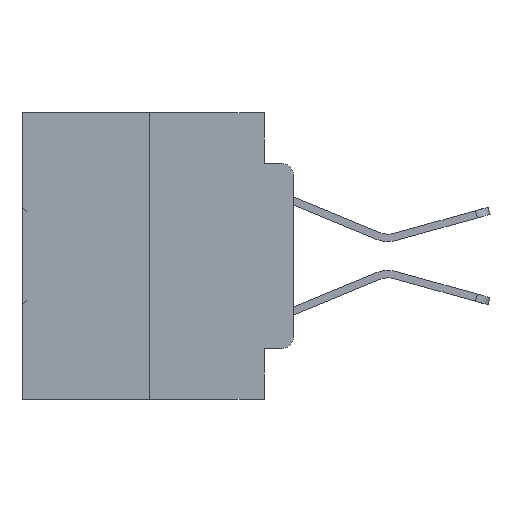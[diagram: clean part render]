
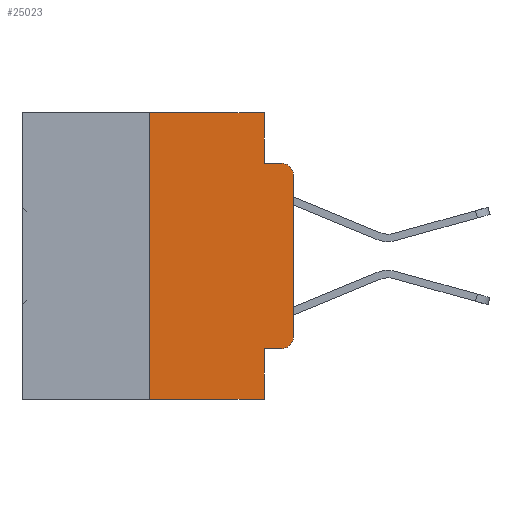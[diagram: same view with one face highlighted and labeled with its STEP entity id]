
A CAD part, left-side view. The second image highlights one B-rep face of the part: STEP entity #25023.
In plain terms, the highlighted planar face has unit normal (-1, 0, 0).
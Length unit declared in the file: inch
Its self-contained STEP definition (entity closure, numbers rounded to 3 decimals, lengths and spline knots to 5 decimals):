
#227 = EDGE_CURVE ( 'NONE', #14281, #24807, #734, .T. ) ;
#657 = LINE ( 'NONE', #15036, #20000 ) ;
#734 = LINE ( 'NONE', #3778, #21779 ) ;
#1641 = DIRECTION ( 'NONE',  ( 0., 0., 1. ) ) ;
#1754 = CARTESIAN_POINT ( 'NONE',  ( 0., 0.25, 0. ) ) ;
#2348 = DIRECTION ( 'NONE',  ( 0., -1., 0. ) ) ;
#2770 = CARTESIAN_POINT ( 'NONE',  ( 0., 0.25, -0.5 ) ) ;
#3155 = CARTESIAN_POINT ( 'NONE',  ( 0., 0.02, -0.1085 ) ) ;
#3362 = CIRCLE ( 'NONE', #27042, 0.02 ) ;
#3690 = VERTEX_POINT ( 'NONE', #25367 ) ;
#3778 = CARTESIAN_POINT ( 'NONE',  ( 0., 0.051, -0.4115 ) ) ;
#4914 = VERTEX_POINT ( 'NONE', #16959 ) ;
#5140 = CARTESIAN_POINT ( 'NONE',  ( 0., 0., -0.1085 ) ) ;
#5971 = DIRECTION ( 'NONE',  ( 0., 0., -1. ) ) ;
#6079 = VECTOR ( 'NONE', #1641, 39.37008 ) ;
#6201 = DIRECTION ( 'NONE',  ( 0., -1., 0. ) ) ;
#7036 = ORIENTED_EDGE ( 'NONE', *, *, #12369, .F. ) ;
#7437 = VERTEX_POINT ( 'NONE', #34060 ) ;
#7547 = FACE_OUTER_BOUND ( 'NONE', #13057, .T. ) ;
#7773 = EDGE_CURVE ( 'NONE', #24807, #7437, #11531, .T. ) ;
#8084 = CARTESIAN_POINT ( 'NONE',  ( 0., 0.051, -0.5 ) ) ;
#8713 = CARTESIAN_POINT ( 'NONE',  ( 0., 0.02, -0.3915 ) ) ;
#8897 = EDGE_CURVE ( 'NONE', #33132, #3690, #32519, .T. ) ;
#9810 = CARTESIAN_POINT ( 'NONE',  ( 0., 0.25, 0. ) ) ;
#10039 = DIRECTION ( 'NONE',  ( 0., 0., 1. ) ) ;
#10204 = ORIENTED_EDGE ( 'NONE', *, *, #33147, .T. ) ;
#10295 = PLANE ( 'NONE',  #19804 ) ;
#11478 = DIRECTION ( 'NONE',  ( 0., 0., -1. ) ) ;
#11531 = CIRCLE ( 'NONE', #17295, 0.02 ) ;
#11898 = EDGE_CURVE ( 'NONE', #27633, #4914, #3362, .T. ) ;
#12369 = EDGE_CURVE ( 'NONE', #3690, #26526, #18382, .T. ) ;
#13057 = EDGE_LOOP ( 'NONE', ( #10204, #30243, #14886, #7036, #19247, #31511, #18199, #35063, #18946, #14417 ) ) ;
#13292 = LINE ( 'NONE', #1754, #26710 ) ;
#14281 = VERTEX_POINT ( 'NONE', #16352 ) ;
#14417 = ORIENTED_EDGE ( 'NONE', *, *, #7773, .T. ) ;
#14835 = EDGE_CURVE ( 'NONE', #31517, #16657, #25739, .T. ) ;
#14886 = ORIENTED_EDGE ( 'NONE', *, *, #22761, .F. ) ;
#15036 = CARTESIAN_POINT ( 'NONE',  ( 0., 0.051, 0. ) ) ;
#15775 = CARTESIAN_POINT ( 'NONE',  ( 0., 0.473, 0. ) ) ;
#16352 = CARTESIAN_POINT ( 'NONE',  ( 0., 0.051, -0.4115 ) ) ;
#16657 = VERTEX_POINT ( 'NONE', #8084 ) ;
#16959 = CARTESIAN_POINT ( 'NONE',  ( 0., 0.02, -0.0885 ) ) ;
#17295 = AXIS2_PLACEMENT_3D ( 'NONE', #8713, #27578, #11478 ) ;
#17676 = CARTESIAN_POINT ( 'NONE',  ( 0., 0.051, -0.0885 ) ) ;
#17730 = DIRECTION ( 'NONE',  ( 0., 0., -1. ) ) ;
#18199 = ORIENTED_EDGE ( 'NONE', *, *, #14835, .T. ) ;
#18382 = LINE ( 'NONE', #24324, #30973 ) ;
#18475 = DIRECTION ( 'NONE',  ( 0., 0., -1. ) ) ;
#18756 = CARTESIAN_POINT ( 'NONE',  ( 0., 0.473, 0. ) ) ;
#18946 = ORIENTED_EDGE ( 'NONE', *, *, #227, .T. ) ;
#19071 = VECTOR ( 'NONE', #2348, 39.37008 ) ;
#19247 = ORIENTED_EDGE ( 'NONE', *, *, #8897, .F. ) ;
#19804 = AXIS2_PLACEMENT_3D ( 'NONE', #15775, #34517, #18475 ) ;
#20000 = VECTOR ( 'NONE', #17730, 39.37008 ) ;
#20149 = CARTESIAN_POINT ( 'NONE',  ( 0., 0.02, -0.4115 ) ) ;
#20499 = VECTOR ( 'NONE', #27868, 39.37008 ) ;
#21779 = VECTOR ( 'NONE', #6201, 39.37008 ) ;
#22261 = DIRECTION ( 'NONE',  ( -1., 0., 0. ) ) ;
#22761 = EDGE_CURVE ( 'NONE', #26526, #4914, #32241, .T. ) ;
#24324 = CARTESIAN_POINT ( 'NONE',  ( 0., 0.051, 0. ) ) ;
#24807 = VERTEX_POINT ( 'NONE', #20149 ) ;
#24897 = CARTESIAN_POINT ( 'NONE',  ( 0., 0.051, -0.0885 ) ) ;
#25023 = ADVANCED_FACE ( 'NONE', ( #7547 ), #10295, .F. ) ;
#25367 = CARTESIAN_POINT ( 'NONE',  ( 0., 0.051, 0. ) ) ;
#25739 = LINE ( 'NONE', #32149, #34545 ) ;
#26526 = VERTEX_POINT ( 'NONE', #24897 ) ;
#26710 = VECTOR ( 'NONE', #10039, 39.37008 ) ;
#26990 = DIRECTION ( 'NONE',  ( 0., 0., -1. ) ) ;
#27042 = AXIS2_PLACEMENT_3D ( 'NONE', #3155, #22261, #5971 ) ;
#27578 = DIRECTION ( 'NONE',  ( -1., 0., 0. ) ) ;
#27633 = VERTEX_POINT ( 'NONE', #5140 ) ;
#27653 = LINE ( 'NONE', #28817, #6079 ) ;
#27868 = DIRECTION ( 'NONE',  ( 0., -1., 0. ) ) ;
#28610 = EDGE_CURVE ( 'NONE', #14281, #16657, #657, .T. ) ;
#28817 = CARTESIAN_POINT ( 'NONE',  ( 0., 0., 0. ) ) ;
#29445 = DIRECTION ( 'NONE',  ( 0., -1., 0. ) ) ;
#30243 = ORIENTED_EDGE ( 'NONE', *, *, #11898, .T. ) ;
#30973 = VECTOR ( 'NONE', #26990, 39.37008 ) ;
#31511 = ORIENTED_EDGE ( 'NONE', *, *, #35064, .F. ) ;
#31517 = VERTEX_POINT ( 'NONE', #2770 ) ;
#32149 = CARTESIAN_POINT ( 'NONE',  ( 0., 0.473, -0.5 ) ) ;
#32241 = LINE ( 'NONE', #17676, #20499 ) ;
#32519 = LINE ( 'NONE', #18756, #19071 ) ;
#33132 = VERTEX_POINT ( 'NONE', #9810 ) ;
#33147 = EDGE_CURVE ( 'NONE', #7437, #27633, #27653, .T. ) ;
#34060 = CARTESIAN_POINT ( 'NONE',  ( 0., 0., -0.3915 ) ) ;
#34517 = DIRECTION ( 'NONE',  ( 1., 0., 0. ) ) ;
#34545 = VECTOR ( 'NONE', #29445, 39.37008 ) ;
#35063 = ORIENTED_EDGE ( 'NONE', *, *, #28610, .F. ) ;
#35064 = EDGE_CURVE ( 'NONE', #31517, #33132, #13292, .T. ) ;
